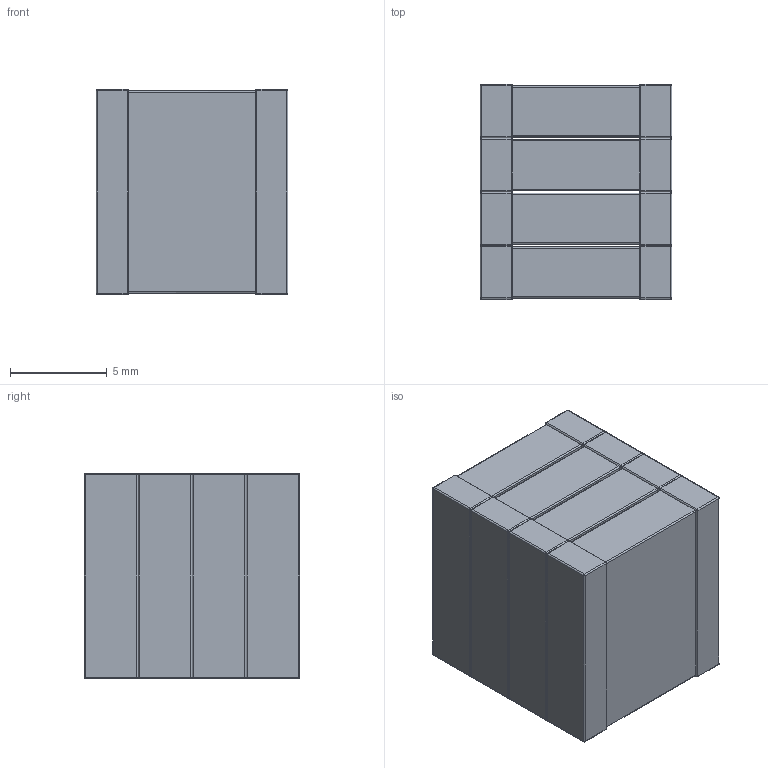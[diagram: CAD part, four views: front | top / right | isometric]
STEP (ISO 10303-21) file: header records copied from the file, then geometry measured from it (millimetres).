
FILE_DESCRIPTION (( 'STEP AP214' ), '1' );
FILE_NAME ('CCSS_K4T_3640_L9.9W10.6B1.67T11.1.STEP', '2022-02-24T21:42:50', ( '' ), ( '' ), 'SwSTEP 2.0', 'SolidWorks 2020', '' );
FILE_SCHEMA (( 'AUTOMOTIVE_DESIGN' ));
Length unit declared in the file: millimetre
Products named in the file (1): CCSS_K4T_3640_L9.9W10.6B1.67T11.1
Bounding box: 9.9 x 11.1 x 10.6 mm (x, y, z)
Volume: 1115.6 mm3; surface area: 1159 mm2
Topology: 5 solids, 5 shells, 321 faces, 753 edges, 374 vertices
Faces by surface type: cylinder 152, plane 105, sphere 64
Entity records: 11777 total; most frequent: CARTESIAN_POINT 2057, DIRECTION 1429, ORIENTED_EDGE 1378, EDGE_CURVE 689, AXIS2_PLACEMENT_3D 514, LINE 401, VECTOR 401, VERTEX_POINT 374
